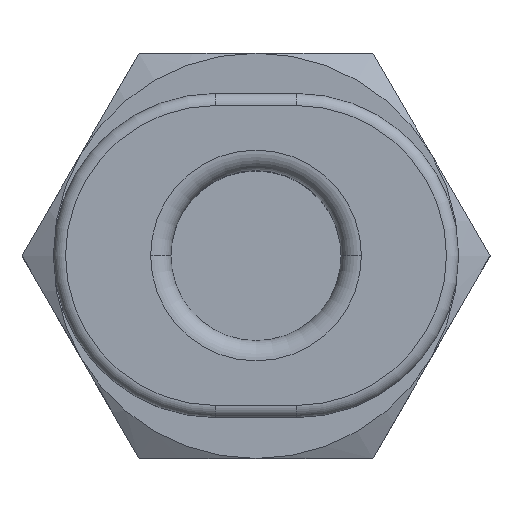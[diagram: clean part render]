
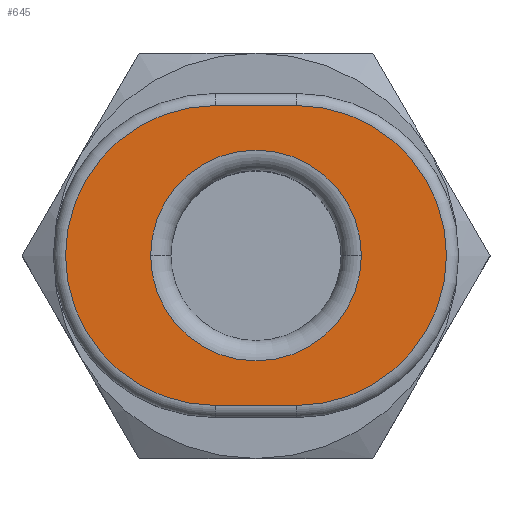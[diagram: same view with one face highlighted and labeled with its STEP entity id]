
A CAD part, top view. The second image highlights one B-rep face of the part: STEP entity #645.
In plain terms, the highlighted planar face has unit normal (0, 0, 1).
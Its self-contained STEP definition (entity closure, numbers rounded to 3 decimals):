
#547=CARTESIAN_POINT('',(2.6,0.,8.5));
#548=VERTEX_POINT('',#547);
#556=CARTESIAN_POINT('',(-2.6,0.,8.5));
#557=VERTEX_POINT('',#556);
#558=CARTESIAN_POINT('',(0.,0.,8.5));
#559=DIRECTION('',(0.0,0.0,1.0));
#560=DIRECTION('',(1.0,0.0,0.0));
#561=AXIS2_PLACEMENT_3D('',#558,#559,#560);
#562=CIRCLE('',#561,2.6);
#563=EDGE_CURVE('',#548,#557,#562,.T.);
#590=CARTESIAN_POINT('',(0.,0.,8.5));
#591=DIRECTION('',(0.0,0.0,1.0));
#592=DIRECTION('',(1.0,0.0,0.0));
#593=AXIS2_PLACEMENT_3D('',#590,#591,#592);
#594=CIRCLE('',#593,2.6);
#595=EDGE_CURVE('',#557,#548,#594,.T.);
#600=CARTESIAN_POINT('',(0.,0.,8.5));
#601=DIRECTION('',(0.0,0.0,-1.0));
#602=DIRECTION('',(1.0,0.0,0.0));
#603=AXIS2_PLACEMENT_3D('',#600,#601,#602);
#604=PLANE('',#603);
#605=CARTESIAN_POINT('',(-1.,-3.7,8.5));
#606=VERTEX_POINT('',#605);
#607=CARTESIAN_POINT('',(-1.,3.7,8.5));
#608=VERTEX_POINT('',#607);
#609=CARTESIAN_POINT('',(-1.,0.,8.5));
#610=DIRECTION('',(0.0,0.0,-1.0));
#611=DIRECTION('',(-1.0,0.0,0.0));
#612=AXIS2_PLACEMENT_3D('',#609,#610,#611);
#613=CIRCLE('',#612,3.7);
#614=EDGE_CURVE('',#606,#608,#613,.T.);
#615=ORIENTED_EDGE('',*,*,#614,.F.);
#616=CARTESIAN_POINT('',(1.,-3.7,8.5));
#617=VERTEX_POINT('',#616);
#618=CARTESIAN_POINT('',(1.,-3.7,8.5));
#619=DIRECTION('',(-1.0,0.0,0.0));
#620=VECTOR('',#619,2.0);
#621=LINE('',#618,#620);
#622=EDGE_CURVE('',#617,#606,#621,.T.);
#623=ORIENTED_EDGE('',*,*,#622,.F.);
#624=CARTESIAN_POINT('',(1.,3.7,8.5));
#625=VERTEX_POINT('',#624);
#626=CARTESIAN_POINT('',(1.,0.,8.5));
#627=DIRECTION('',(0.,0.,-1.0));
#628=DIRECTION('',(1.0,0.,0.));
#629=AXIS2_PLACEMENT_3D('',#626,#627,#628);
#630=CIRCLE('',#629,3.7);
#631=EDGE_CURVE('',#625,#617,#630,.T.);
#632=ORIENTED_EDGE('',*,*,#631,.F.);
#633=CARTESIAN_POINT('',(-1.,3.7,8.5));
#634=DIRECTION('',(1.0,0.0,0.0));
#635=VECTOR('',#634,2.);
#636=LINE('',#633,#635);
#637=EDGE_CURVE('',#608,#625,#636,.T.);
#638=ORIENTED_EDGE('',*,*,#637,.F.);
#639=EDGE_LOOP('',(#615,#623,#632,#638));
#640=FACE_OUTER_BOUND('',#639,.T.);
#641=ORIENTED_EDGE('',*,*,#595,.F.);
#642=ORIENTED_EDGE('',*,*,#563,.F.);
#643=EDGE_LOOP('',(#641,#642));
#644=FACE_BOUND('',#643,.T.);
#645=ADVANCED_FACE('',(#640,#644),#604,.F.);
